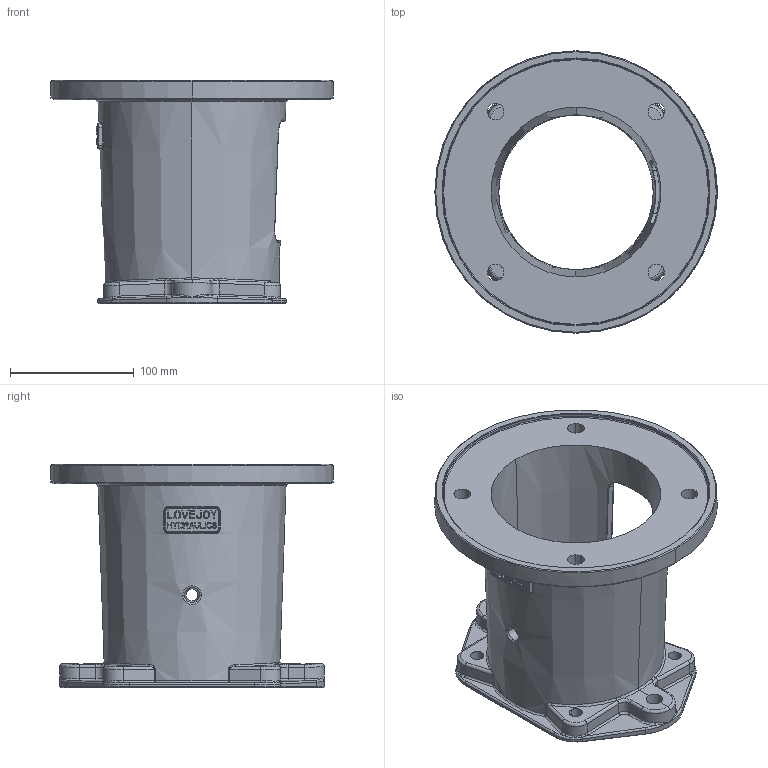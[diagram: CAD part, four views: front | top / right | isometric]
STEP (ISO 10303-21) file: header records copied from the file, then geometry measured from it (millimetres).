
FILE_DESCRIPTION((''),'2;1');
FILE_NAME('84527105172_ASM','2013-04-26T',('ppetruska'),(''),'PRO/ENGINEER BY PARAMETRIC TECHNOLOGY CORPORATION, 2012480','PRO/ENGINEER BY PARAMETRIC TECHNOLOGY CORPORATION, 2012480','');
FILE_SCHEMA(('CONFIG_CONTROL_DESIGN'));
Length unit declared in the file: inch
Products named in the file (3): 84527106029_AF4; 84527106035_AF3_ASM; 84527105172_ASM
Assembly tree (2 placements, depth 3):
  84527105172_ASM
    84527106035_AF3_ASM
      84527106029_AF4
Bounding box: 228.6 x 228.6 x 181.04 mm (x, y, z)
Volume: 995775.8 mm3; surface area: 234450.4 mm2
Topology: 1 solids, 1 shells, 687 faces, 1796 edges, 1134 vertices
Faces by surface type: plane 433, bspline 122, cylinder 82, cone 26, torus 12, sphere 8, extrusion 4
Entity records: 27298 total; most frequent: CARTESIAN_POINT 11127, ORIENTED_EDGE 3592, DIRECTION 2928, EDGE_CURVE 1796, VECTOR 1282, LINE 1278, VERTEX_POINT 1134, AXIS2_PLACEMENT_3D 823
